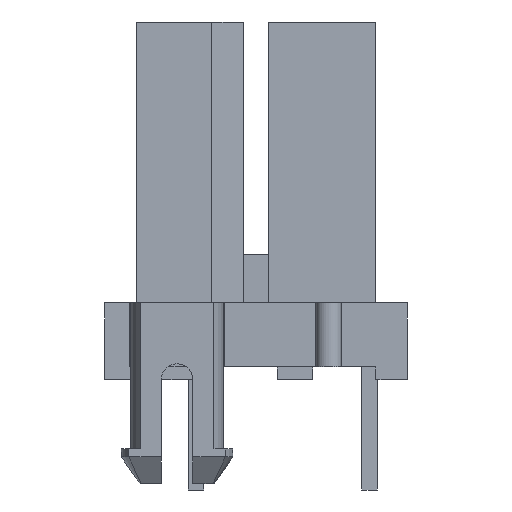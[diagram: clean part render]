
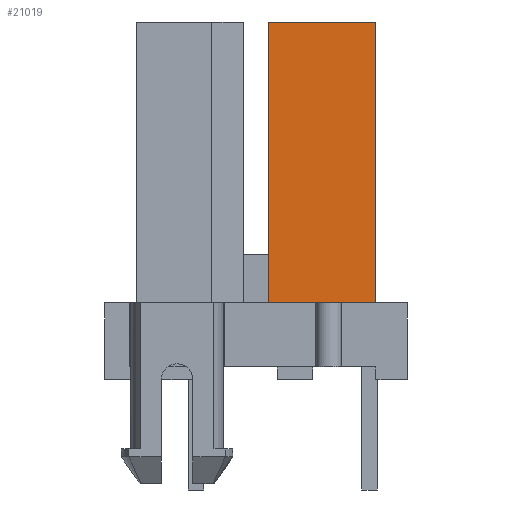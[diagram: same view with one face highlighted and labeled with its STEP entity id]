
A CAD part, left-side view. The second image highlights one B-rep face of the part: STEP entity #21019.
In plain terms, the highlighted planar face has unit normal (-1, 0, 0).
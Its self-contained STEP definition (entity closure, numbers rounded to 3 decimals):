
#86=DIRECTION('',(0.,-1.,0.));
#87=VECTOR('',#86,3.4);
#88=CARTESIAN_POINT('',(-24.8,-0.4,0.));
#89=LINE('',#88,#87);
#6143=DIRECTION('',(0.,0.,1.));
#6144=VECTOR('',#6143,8.9);
#6145=CARTESIAN_POINT('',(-24.8,-3.8,0.));
#6146=LINE('',#6145,#6144);
#6147=DIRECTION('',(0.,0.,1.));
#6148=VECTOR('',#6147,8.9);
#6149=CARTESIAN_POINT('',(-24.8,-0.4,0.));
#6150=LINE('',#6149,#6148);
#6175=DIRECTION('',(0.,-1.,0.));
#6176=VECTOR('',#6175,3.4);
#6177=CARTESIAN_POINT('',(-24.8,-0.4,8.9));
#6178=LINE('',#6177,#6176);
#9241=CARTESIAN_POINT('',(-24.8,-0.4,8.9));
#9242=CARTESIAN_POINT('',(-24.8,-3.8,8.9));
#9243=VERTEX_POINT('',#9241);
#9244=VERTEX_POINT('',#9242);
#9261=CARTESIAN_POINT('',(-24.8,-0.4,0.));
#9262=CARTESIAN_POINT('',(-24.8,-3.8,0.));
#9263=VERTEX_POINT('',#9261);
#9264=VERTEX_POINT('',#9262);
#21007=CARTESIAN_POINT('',(-24.8,-0.4,0.));
#21008=DIRECTION('',(-1.,0.,0.));
#21009=DIRECTION('',(0.,-1.,0.));
#21010=AXIS2_PLACEMENT_3D('',#21007,#21008,#21009);
#21011=PLANE('',#21010);
#21012=ORIENTED_EDGE('',*,*,#12250,.F.);
#21013=ORIENTED_EDGE('',*,*,#20972,.T.);
#21015=ORIENTED_EDGE('',*,*,#21014,.T.);
#21016=ORIENTED_EDGE('',*,*,#20999,.F.);
#21017=EDGE_LOOP('',(#21012,#21013,#21015,#21016));
#21018=FACE_OUTER_BOUND('',#21017,.F.);
#21019=ADVANCED_FACE('',(#21018),#21011,.T.);
#12250=EDGE_CURVE('',#9263,#9264,#89,.T.);
#20972=EDGE_CURVE('',#9263,#9243,#6150,.T.);
#20999=EDGE_CURVE('',#9264,#9244,#6146,.T.);
#21014=EDGE_CURVE('',#9243,#9244,#6178,.T.);
